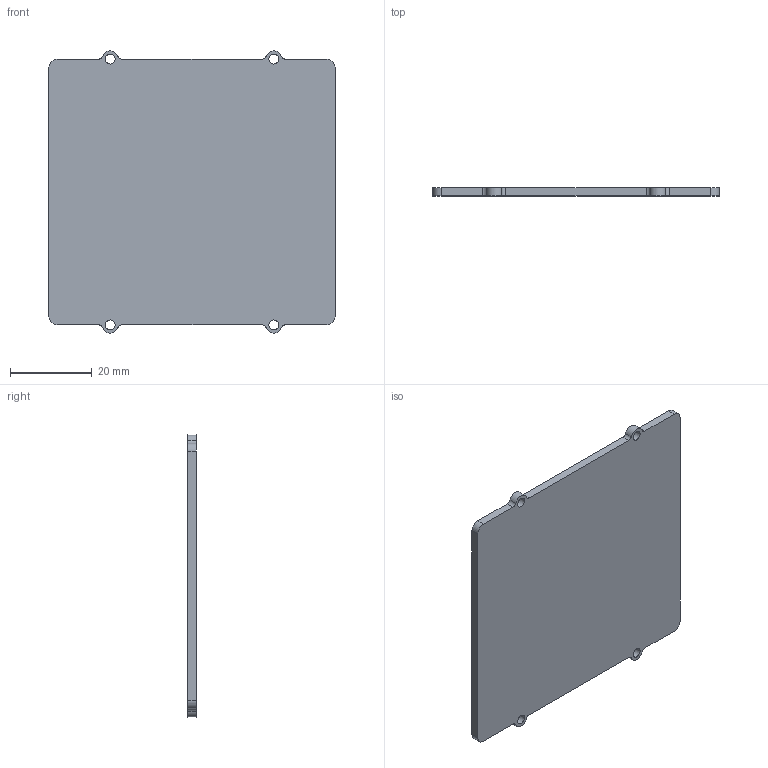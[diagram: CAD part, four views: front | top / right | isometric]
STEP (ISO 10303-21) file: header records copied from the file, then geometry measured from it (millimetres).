
FILE_DESCRIPTION(/* description */ (''),/* implementation_level */ '2;1');
FILE_NAME(/* name */ 'batteryshell_ipt_83a3c1fa.STEP',/* time_stamp */ '2022-06-02T14:50:11+03:00',/* author */ ('Sulieman DAHER'),/* organization */ (''),/* preprocessor_version */ 'ST-DEVELOPER v16.13',/* originating_system */ 'Autodesk Inventor 2018',/* authorisation */ '');
FILE_SCHEMA (('AUTOMOTIVE_DESIGN { 1 0 10303 214 3 1 1 }'));
Length unit declared in the file: millimetre
Products named in the file (1): batteryshell
Bounding box: 70 x 2 x 68.99 mm (x, y, z)
Volume: 9109.1 mm3; surface area: 9716.4 mm2
Topology: 1 solids, 1 shells, 30 faces, 88 edges, 60 vertices
Faces by surface type: cylinder 20, plane 10
Full cylindrical faces by diameter (mm): 2.4 x4
Entity records: 1023 total; most frequent: DIRECTION 182, CARTESIAN_POINT 167, ORIENTED_EDGE 160, EDGE_CURVE 80, AXIS2_PLACEMENT_3D 71, VERTEX_POINT 56, EDGE_LOOP 42, LINE 40
